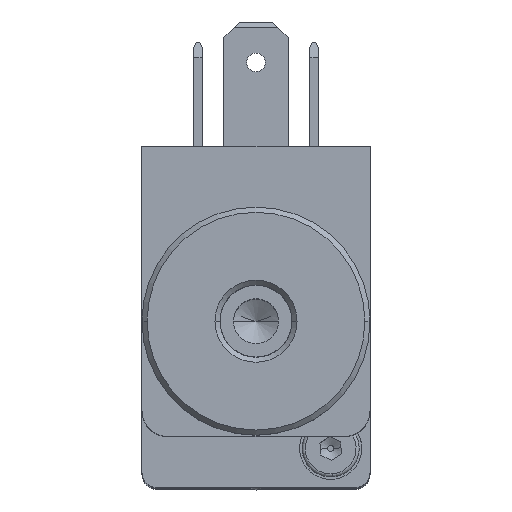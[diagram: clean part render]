
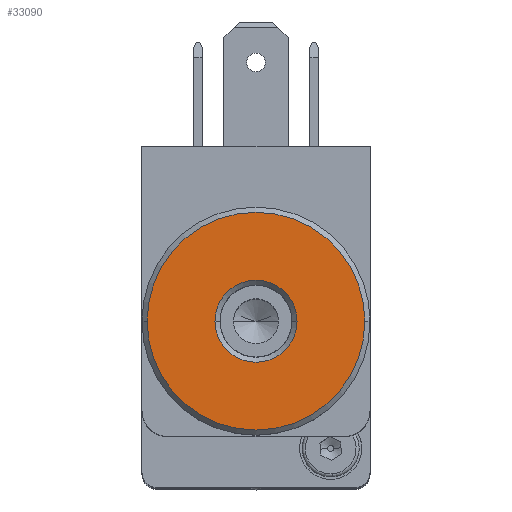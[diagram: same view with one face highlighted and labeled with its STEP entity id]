
A CAD part, top view. The second image highlights one B-rep face of the part: STEP entity #33090.
In plain terms, the highlighted face is planar.
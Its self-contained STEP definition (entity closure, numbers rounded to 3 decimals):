
#32860=CARTESIAN_POINT('',(-10.5,0.,-2.25));
#32861=VERTEX_POINT('',#32860);
#32868=CARTESIAN_POINT('',(10.5,0.0,-2.25));
#32869=VERTEX_POINT('',#32868);
#32870=CARTESIAN_POINT('',(0.0,0.0,-2.25));
#32871=DIRECTION('',(0.0,0.0,1.0));
#32872=DIRECTION('',(-1.0,0.0,0.0));
#32873=AXIS2_PLACEMENT_3D('',#32870,#32871,#32872);
#32874=CIRCLE('',#32873,10.5);
#32875=EDGE_CURVE('',#32861,#32869,#32874,.T.);
#32934=CARTESIAN_POINT('',(-3.956,0.,-2.25));
#32935=VERTEX_POINT('',#32934);
#32949=CARTESIAN_POINT('',(3.956,0.0,-2.25));
#32950=VERTEX_POINT('',#32949);
#32957=CARTESIAN_POINT('',(0.0,0.0,-2.25));
#32958=DIRECTION('',(0.0,0.0,-1.0));
#32959=DIRECTION('',(-1.0,0.0,0.0));
#32960=AXIS2_PLACEMENT_3D('',#32957,#32958,#32959);
#32961=CIRCLE('',#32960,3.956);
#32962=EDGE_CURVE('',#32950,#32935,#32961,.T.);
#33059=CARTESIAN_POINT('',(0.0,0.0,-2.25));
#33060=DIRECTION('',(0.0,0.0,-1.0));
#33061=DIRECTION('',(-1.0,0.0,0.0));
#33062=AXIS2_PLACEMENT_3D('',#33059,#33060,#33061);
#33063=CIRCLE('',#33062,3.956);
#33064=EDGE_CURVE('',#32935,#32950,#33063,.T.);
#33071=CARTESIAN_POINT('',(0.92,0.0,-2.25));
#33072=DIRECTION('',(0.0,0.0,1.0));
#33073=DIRECTION('',(1.0,0.0,0.0));
#33074=AXIS2_PLACEMENT_3D('',#33071,#33072,#33073);
#33075=PLANE('',#33074);
#33076=CARTESIAN_POINT('',(0.0,0.0,-2.25));
#33077=DIRECTION('',(0.0,0.0,1.0));
#33078=DIRECTION('',(-1.0,0.0,0.0));
#33079=AXIS2_PLACEMENT_3D('',#33076,#33077,#33078);
#33080=CIRCLE('',#33079,10.5);
#33081=EDGE_CURVE('',#32869,#32861,#33080,.T.);
#33082=ORIENTED_EDGE('',*,*,#33081,.F.);
#33083=ORIENTED_EDGE('',*,*,#32875,.F.);
#33084=EDGE_LOOP('',(#33082,#33083));
#33085=FACE_OUTER_BOUND('',#33084,.T.);
#33086=ORIENTED_EDGE('',*,*,#32962,.F.);
#33087=ORIENTED_EDGE('',*,*,#33064,.F.);
#33088=EDGE_LOOP('',(#33086,#33087));
#33089=FACE_BOUND('',#33088,.T.);
#33090=ADVANCED_FACE('',(#33085,#33089),#33075,.F.);
